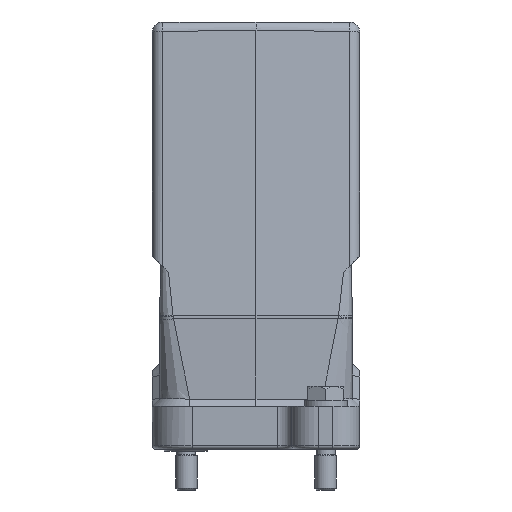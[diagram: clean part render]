
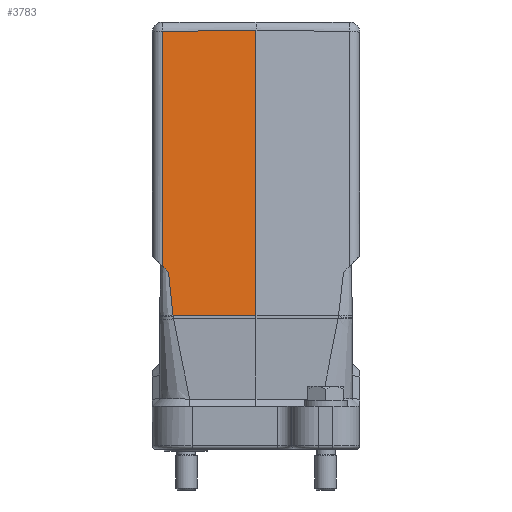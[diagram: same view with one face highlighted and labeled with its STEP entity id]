
A CAD part, left-side view. The second image highlights one B-rep face of the part: STEP entity #3783.
In plain terms, the highlighted planar face has unit normal (-0.996, 0.018, 0.087).
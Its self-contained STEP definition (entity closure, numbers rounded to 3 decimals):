
#3350=FACE_OUTER_BOUND('',#4737,.T.);
#3783=ADVANCED_FACE('',(#3350),#4281,.T.);
#4281=PLANE('',#15163);
#4737=EDGE_LOOP('',(#5732,#5733,#5734,#5735,#5736,#5737));
#5732=ORIENTED_EDGE('',*,*,#8898,.T.);
#5733=ORIENTED_EDGE('',*,*,#8899,.F.);
#5734=ORIENTED_EDGE('',*,*,#8900,.T.);
#5735=ORIENTED_EDGE('',*,*,#8901,.T.);
#5736=ORIENTED_EDGE('',*,*,#8886,.F.);
#5737=ORIENTED_EDGE('',*,*,#8902,.T.);
#8060=VERTEX_POINT('',#21981);
#8061=VERTEX_POINT('',#21983);
#8071=VERTEX_POINT('',#22117);
#8072=VERTEX_POINT('',#22118);
#8073=VERTEX_POINT('',#22120);
#8074=VERTEX_POINT('',#22137);
#8886=EDGE_CURVE('',#8060,#8061,#12221,.T.);
#8898=EDGE_CURVE('',#8071,#8072,#12230,.T.);
#8899=EDGE_CURVE('',#8073,#8072,#12231,.T.);
#8900=EDGE_CURVE('',#8073,#8074,#10087,.T.);
#8901=EDGE_CURVE('',#8074,#8061,#12232,.T.);
#8902=EDGE_CURVE('',#8060,#8071,#12233,.T.);
#10087=B_SPLINE_CURVE_WITH_KNOTS('',3,(#22121,#22122,#22123,#22124,#22125,
#22126,#22127,#22128,#22129,#22130,#22131,#22132,#22133,#22134,#22135,#22136),
 .UNSPECIFIED.,.F.,.F.,(4,1,2,2,2,1,2,2,4),(0.,0.25,0.375,
0.5,0.75,0.813,0.844,
0.875,1.),.UNSPECIFIED.);
#12221=LINE('',#21982,#13043);
#12230=LINE('',#22116,#13052);
#12231=LINE('',#22119,#13053);
#12232=LINE('',#22138,#13054);
#12233=LINE('',#22139,#13055);
#13043=VECTOR('',#16575,1.);
#13052=VECTOR('',#16590,1.);
#13053=VECTOR('',#16591,1.);
#13054=VECTOR('',#16592,1.);
#13055=VECTOR('',#16593,1.);
#15163=AXIS2_PLACEMENT_3D('',#22140,#16594,#16595);
#16575=DIRECTION('',(-0.087,0.,-0.996));
#16590=DIRECTION('',(-0.087,0.,-0.996));
#16591=DIRECTION('',(0.074,0.705,0.705));
#16592=DIRECTION('',(-0.017,-1.,0.001));
#16593=DIRECTION('',(0.016,1.,-0.017));
#16594=DIRECTION('',(-0.996,0.017,0.087));
#16595=DIRECTION('',(0.087,0.,0.996));
#21981=CARTESIAN_POINT('',(-69.078,0.,108.862));
#21982=CARTESIAN_POINT('',(-76.1,0.,28.6));
#21983=CARTESIAN_POINT('',(-76.062,0.,29.035));
#22116=CARTESIAN_POINT('',(-74.156,26.052,45.604));
#22117=CARTESIAN_POINT('',(-68.661,26.052,108.407));
#22118=CARTESIAN_POINT('',(-74.414,26.052,42.652));
#22119=CARTESIAN_POINT('',(-76.517,6.022,22.622));
#22120=CARTESIAN_POINT('',(-74.581,24.467,41.067));
#22121=CARTESIAN_POINT('',(-74.581,24.467,41.067));
#22122=CARTESIAN_POINT('',(-74.67,24.378,40.06));
#22123=CARTESIAN_POINT('',(-74.805,24.245,38.548));
#22124=CARTESIAN_POINT('',(-74.939,24.112,37.037));
#22125=CARTESIAN_POINT('',(-75.029,24.023,36.029));
#22126=CARTESIAN_POINT('',(-75.076,23.977,35.506));
#22127=CARTESIAN_POINT('',(-75.205,23.848,34.052));
#22128=CARTESIAN_POINT('',(-75.294,23.743,33.061));
#22129=CARTESIAN_POINT('',(-75.414,23.576,31.72));
#22130=CARTESIAN_POINT('',(-75.449,23.527,31.33));
#22131=CARTESIAN_POINT('',(-75.482,23.478,30.958));
#22132=CARTESIAN_POINT('',(-75.504,23.445,30.714));
#22133=CARTESIAN_POINT('',(-75.523,23.418,30.509));
#22134=CARTESIAN_POINT('',(-75.596,23.307,29.692));
#22135=CARTESIAN_POINT('',(-75.636,23.245,29.249));
#22136=CARTESIAN_POINT('',(-75.657,23.208,29.017));
#22137=CARTESIAN_POINT('',(-75.657,23.208,29.017));
#22138=CARTESIAN_POINT('',(-76.062,0.,29.035));
#22139=CARTESIAN_POINT('',(-69.057,1.288,108.839));
#22140=CARTESIAN_POINT('',(-76.1,0.,28.6));
